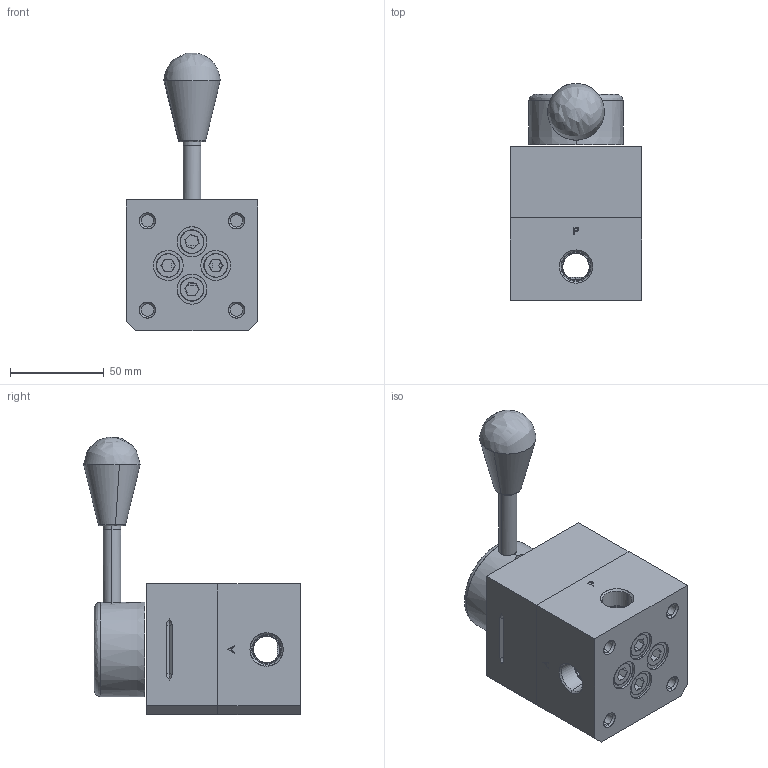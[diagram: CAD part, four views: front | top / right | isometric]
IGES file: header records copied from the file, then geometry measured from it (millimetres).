
Start section: SolidWorks IGES file using analytic representation for surfaces
Global section: file name: Sam's WIP\TSK6333-CK00.IGS; native system: SolidWorks 2011; preprocessor: SolidWorks 2011; author: pcw; date: 130703.143550; units: millimetre
Bounding box: 70 x 115.69 x 148.51 mm (x, y, z)
Surface area: 61961.1 mm2 (no closed solid volume)
Topology: 0 solids, 0 shells, 264 faces, 3844 edges, 3844 vertices
Faces by surface type: bspline 146, revolution 118
